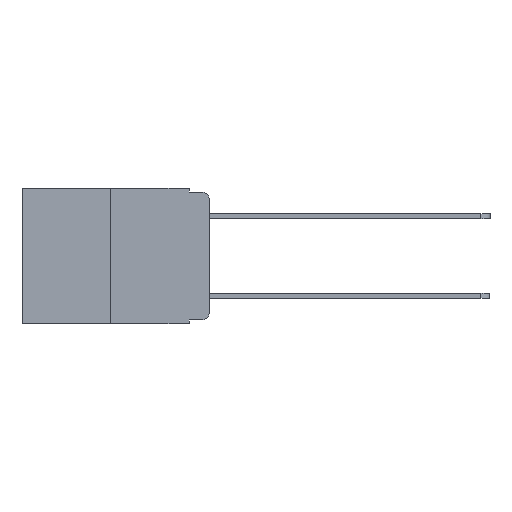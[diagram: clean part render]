
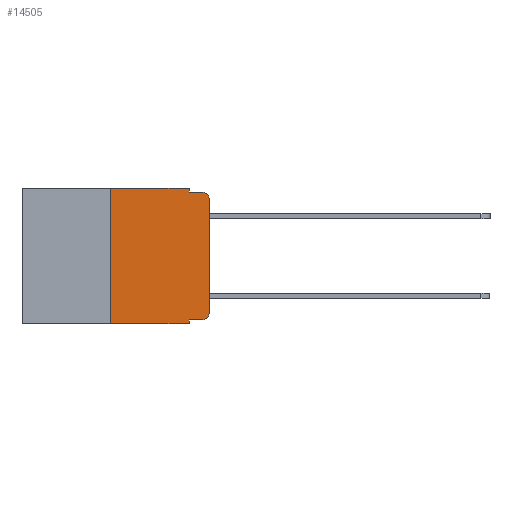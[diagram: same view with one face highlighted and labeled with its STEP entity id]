
A CAD part, left-side view. The second image highlights one B-rep face of the part: STEP entity #14505.
In plain terms, the highlighted planar face has unit normal (-1, 0, 0).
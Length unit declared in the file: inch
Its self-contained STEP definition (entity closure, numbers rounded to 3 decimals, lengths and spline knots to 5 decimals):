
#497 = CARTESIAN_POINT ( 'NONE',  ( 0., 0.051, -0.333 ) ) ;
#513 = VERTEX_POINT ( 'NONE', #8370 ) ;
#868 = CARTESIAN_POINT ( 'NONE',  ( 0., 0.25, 0. ) ) ;
#1034 = EDGE_CURVE ( 'NONE', #12683, #16331, #15161, .T. ) ;
#1050 = CARTESIAN_POINT ( 'NONE',  ( 0., 0., -0.313 ) ) ;
#1544 = CARTESIAN_POINT ( 'NONE',  ( 0., 0.25, 0. ) ) ;
#2059 = ORIENTED_EDGE ( 'NONE', *, *, #7530, .T. ) ;
#2449 = CARTESIAN_POINT ( 'NONE',  ( 0., 0.051, -0.01 ) ) ;
#2566 = LINE ( 'NONE', #14056, #13517 ) ;
#3006 = ORIENTED_EDGE ( 'NONE', *, *, #16627, .T. ) ;
#3012 = DIRECTION ( 'NONE',  ( 0., 0., 1. ) ) ;
#3685 = VERTEX_POINT ( 'NONE', #5636 ) ;
#3936 = LINE ( 'NONE', #5854, #15649 ) ;
#4160 = LINE ( 'NONE', #15249, #11301 ) ;
#4339 = DIRECTION ( 'NONE',  ( 0., -1., 0. ) ) ;
#5425 = DIRECTION ( 'NONE',  ( 0., 0., -1. ) ) ;
#5550 = LINE ( 'NONE', #11034, #12169 ) ;
#5575 = CARTESIAN_POINT ( 'NONE',  ( 0., 0.02, -0.313 ) ) ;
#5626 = LINE ( 'NONE', #1544, #8969 ) ;
#5636 = CARTESIAN_POINT ( 'NONE',  ( 0., 0.25, -0.343 ) ) ;
#5854 = CARTESIAN_POINT ( 'NONE',  ( 0., 0.051, 0. ) ) ;
#5919 = DIRECTION ( 'NONE',  ( 0., -1., 0. ) ) ;
#6065 = CARTESIAN_POINT ( 'NONE',  ( 0., 0.02, -0.01 ) ) ;
#6087 = CARTESIAN_POINT ( 'NONE',  ( 0., 0., 0. ) ) ;
#6211 = EDGE_CURVE ( 'NONE', #3685, #16670, #10683, .T. ) ;
#6404 = AXIS2_PLACEMENT_3D ( 'NONE', #16573, #13823, #5425 ) ;
#7020 = DIRECTION ( 'NONE',  ( 0., 0., -1. ) ) ;
#7133 = ORIENTED_EDGE ( 'NONE', *, *, #10543, .F. ) ;
#7253 = LINE ( 'NONE', #6087, #17916 ) ;
#7453 = DIRECTION ( 'NONE',  ( -1., 0., 0. ) ) ;
#7530 = EDGE_CURVE ( 'NONE', #11336, #13126, #11505, .T. ) ;
#8061 = ORIENTED_EDGE ( 'NONE', *, *, #6211, .T. ) ;
#8229 = DIRECTION ( 'NONE',  ( 0., -1., 0. ) ) ;
#8370 = CARTESIAN_POINT ( 'NONE',  ( 0., 0.02, -0.333 ) ) ;
#8969 = VECTOR ( 'NONE', #13027, 39.37008 ) ;
#9047 = FACE_OUTER_BOUND ( 'NONE', #15308, .T. ) ;
#9146 = VERTEX_POINT ( 'NONE', #1050 ) ;
#9342 = EDGE_CURVE ( 'NONE', #9146, #11336, #7253, .T. ) ;
#9934 = CARTESIAN_POINT ( 'NONE',  ( 0., 0.051, -0.343 ) ) ;
#10248 = VECTOR ( 'NONE', #5919, 39.37008 ) ;
#10543 = EDGE_CURVE ( 'NONE', #3685, #12683, #5626, .T. ) ;
#10621 = CARTESIAN_POINT ( 'NONE',  ( 0., 0.051, 0. ) ) ;
#10683 = LINE ( 'NONE', #14279, #10248 ) ;
#10907 = AXIS2_PLACEMENT_3D ( 'NONE', #5575, #15373, #7020 ) ;
#11034 = CARTESIAN_POINT ( 'NONE',  ( 0., 0.051, -0.333 ) ) ;
#11060 = VECTOR ( 'NONE', #4339, 39.37008 ) ;
#11067 = PLANE ( 'NONE',  #6404 ) ;
#11301 = VECTOR ( 'NONE', #16659, 39.37008 ) ;
#11336 = VERTEX_POINT ( 'NONE', #12161 ) ;
#11505 = CIRCLE ( 'NONE', #15877, 0.02 ) ;
#11767 = ORIENTED_EDGE ( 'NONE', *, *, #18107, .F. ) ;
#11907 = VERTEX_POINT ( 'NONE', #497 ) ;
#12161 = CARTESIAN_POINT ( 'NONE',  ( 0., 0., -0.03 ) ) ;
#12169 = VECTOR ( 'NONE', #8229, 39.37008 ) ;
#12347 = CARTESIAN_POINT ( 'NONE',  ( 0., 0.473, 0. ) ) ;
#12392 = ORIENTED_EDGE ( 'NONE', *, *, #17408, .F. ) ;
#12682 = EDGE_CURVE ( 'NONE', #11907, #513, #5550, .T. ) ;
#12683 = VERTEX_POINT ( 'NONE', #868 ) ;
#12720 = EDGE_CURVE ( 'NONE', #16331, #12731, #4160, .T. ) ;
#12731 = VERTEX_POINT ( 'NONE', #2449 ) ;
#13027 = DIRECTION ( 'NONE',  ( 0., 0., 1. ) ) ;
#13040 = ORIENTED_EDGE ( 'NONE', *, *, #9342, .T. ) ;
#13055 = ORIENTED_EDGE ( 'NONE', *, *, #12682, .T. ) ;
#13126 = VERTEX_POINT ( 'NONE', #6065 ) ;
#13517 = VECTOR ( 'NONE', #18260, 39.37008 ) ;
#13686 = ORIENTED_EDGE ( 'NONE', *, *, #1034, .F. ) ;
#13823 = DIRECTION ( 'NONE',  ( 1., 0., 0. ) ) ;
#14056 = CARTESIAN_POINT ( 'NONE',  ( 0., 0.051, -0.01 ) ) ;
#14279 = CARTESIAN_POINT ( 'NONE',  ( 0., 0.473, -0.343 ) ) ;
#14505 = ADVANCED_FACE ( 'NONE', ( #9047 ), #11067, .F. ) ;
#14641 = CIRCLE ( 'NONE', #10907, 0.02 ) ;
#15161 = LINE ( 'NONE', #12347, #11060 ) ;
#15249 = CARTESIAN_POINT ( 'NONE',  ( 0., 0.051, 0. ) ) ;
#15308 = EDGE_LOOP ( 'NONE', ( #13040, #2059, #12392, #16107, #13686, #7133, #8061, #11767, #13055, #3006 ) ) ;
#15373 = DIRECTION ( 'NONE',  ( -1., 0., 0. ) ) ;
#15649 = VECTOR ( 'NONE', #17044, 39.37008 ) ;
#15807 = CARTESIAN_POINT ( 'NONE',  ( 0., 0.02, -0.03 ) ) ;
#15877 = AXIS2_PLACEMENT_3D ( 'NONE', #15807, #7453, #17205 ) ;
#16107 = ORIENTED_EDGE ( 'NONE', *, *, #12720, .F. ) ;
#16331 = VERTEX_POINT ( 'NONE', #10621 ) ;
#16573 = CARTESIAN_POINT ( 'NONE',  ( 0., 0.473, 0. ) ) ;
#16627 = EDGE_CURVE ( 'NONE', #513, #9146, #14641, .T. ) ;
#16659 = DIRECTION ( 'NONE',  ( 0., 0., -1. ) ) ;
#16670 = VERTEX_POINT ( 'NONE', #9934 ) ;
#17044 = DIRECTION ( 'NONE',  ( 0., 0., -1. ) ) ;
#17205 = DIRECTION ( 'NONE',  ( 0., 0., -1. ) ) ;
#17408 = EDGE_CURVE ( 'NONE', #12731, #13126, #2566, .T. ) ;
#17916 = VECTOR ( 'NONE', #3012, 39.37008 ) ;
#18107 = EDGE_CURVE ( 'NONE', #11907, #16670, #3936, .T. ) ;
#18260 = DIRECTION ( 'NONE',  ( 0., -1., 0. ) ) ;
